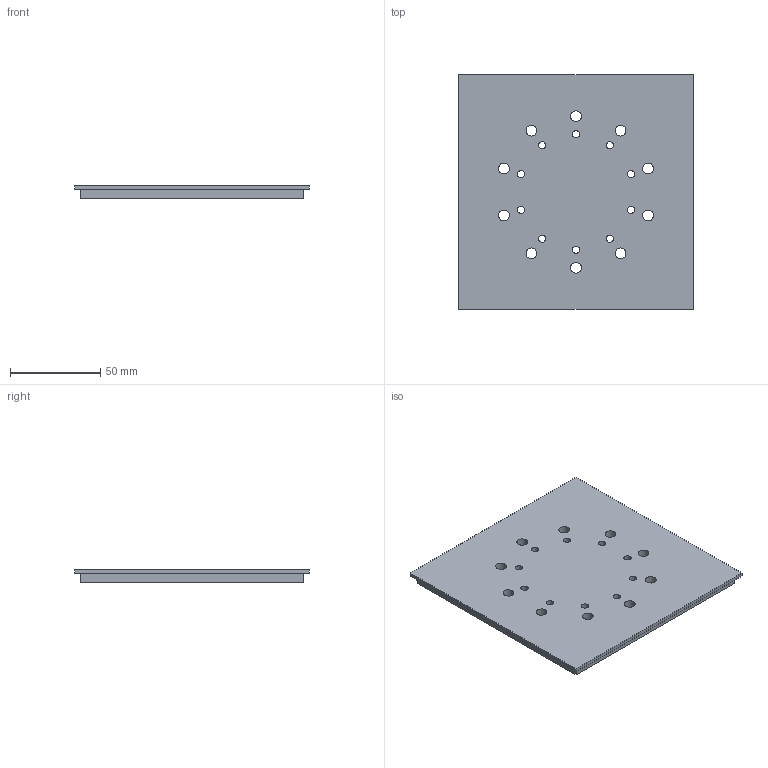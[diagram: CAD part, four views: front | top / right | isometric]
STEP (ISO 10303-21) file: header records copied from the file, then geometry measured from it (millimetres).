
FILE_DESCRIPTION(('FreeCAD Model'),'2;1');
FILE_NAME('Open CASCADE Shape Model','2022-02-13T14:35:24',(''),(''), 'Open CASCADE STEP processor 7.6','FreeCAD','Unknown');
FILE_SCHEMA(('AUTOMOTIVE_DESIGN { 1 0 10303 214 1 1 1 1 }'));
Length unit declared in the file: millimetre
Products named in the file (1): PolarPattern
Bounding box: 130 x 130 x 7 mm (x, y, z)
Volume: 107821.2 mm3; surface area: 38702.3 mm2
Topology: 1 solids, 1 shells, 35 faces, 96 edges, 64 vertices
Faces by surface type: cylinder 24, plane 11
Full cylindrical faces by diameter (mm): 4 x8, 6 x8
Entity records: 2488 total; most frequent: DIRECTION 408, CARTESIAN_POINT 388, ORIENTED_EDGE 192, LINE 192, VECTOR 192, PCURVE 192, DEFINITIONAL_REPRESENTATION 192, EDGE_CURVE 96
